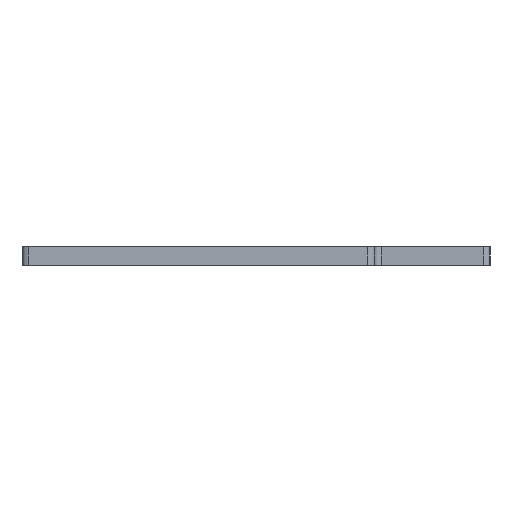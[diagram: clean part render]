
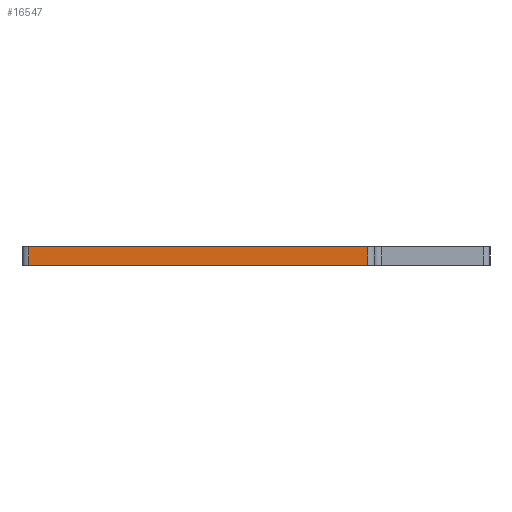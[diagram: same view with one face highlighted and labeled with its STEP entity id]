
A CAD part, left-side view. The second image highlights one B-rep face of the part: STEP entity #16547.
In plain terms, the highlighted planar face has unit normal (-1, 0, 0).
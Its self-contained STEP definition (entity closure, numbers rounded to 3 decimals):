
#1165=CARTESIAN_POINT('',(-95.25,-18.233,11.));
#1166=VERTEX_POINT('',#1165);
#1174=CARTESIAN_POINT('',(-95.25,36.975,11.));
#1175=VERTEX_POINT('',#1174);
#1176=CARTESIAN_POINT('',(-95.25,-18.233,11.));
#1177=DIRECTION('',(0.,1.,0.));
#1178=VECTOR('',#1177,55.208);
#1179=LINE('',#1176,#1178);
#1180=EDGE_CURVE('',#1166,#1175,#1179,.T.);
#16517=CARTESIAN_POINT('',(-95.25,9.371,14.));
#16518=DIRECTION('',(-1.,0.,0.));
#16519=DIRECTION('',(0.,0.,1.));
#16520=AXIS2_PLACEMENT_3D('',#16517,#16518,#16519);
#16521=PLANE('',#16520);
#16522=CARTESIAN_POINT('',(-95.25,-18.233,14.));
#16523=VERTEX_POINT('',#16522);
#16524=CARTESIAN_POINT('',(-95.25,36.975,14.));
#16525=VERTEX_POINT('',#16524);
#16526=CARTESIAN_POINT('',(-95.25,-18.233,14.));
#16527=DIRECTION('',(0.,1.,0.));
#16528=VECTOR('',#16527,55.208);
#16529=LINE('',#16526,#16528);
#16530=EDGE_CURVE('',#16523,#16525,#16529,.T.);
#16531=ORIENTED_EDGE('',*,*,#16530,.T.);
#16532=CARTESIAN_POINT('',(-95.25,36.975,14.));
#16533=DIRECTION('',(-0.,0.,-1.));
#16534=VECTOR('',#16533,3.);
#16535=LINE('',#16532,#16534);
#16536=EDGE_CURVE('',#16525,#1175,#16535,.T.);
#16537=ORIENTED_EDGE('',*,*,#16536,.T.);
#16538=ORIENTED_EDGE('',*,*,#1180,.F.);
#16539=CARTESIAN_POINT('',(-95.25,-18.233,11.));
#16540=DIRECTION('',(0.,-0.,1.));
#16541=VECTOR('',#16540,3.);
#16542=LINE('',#16539,#16541);
#16543=EDGE_CURVE('',#1166,#16523,#16542,.T.);
#16544=ORIENTED_EDGE('',*,*,#16543,.T.);
#16545=EDGE_LOOP('',(#16531,#16537,#16538,#16544));
#16546=FACE_BOUND('',#16545,.T.);
#16547=ADVANCED_FACE('',(#16546),#16521,.T.);
